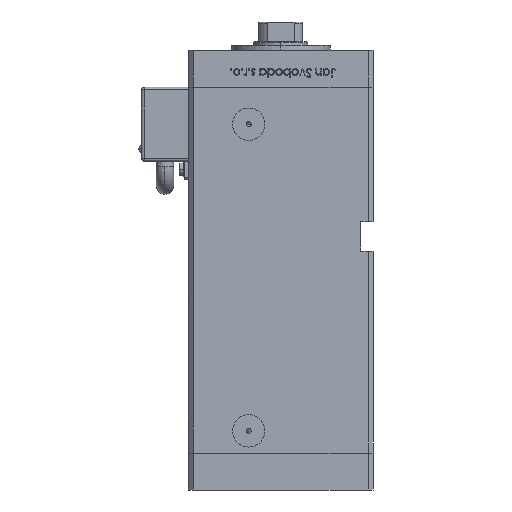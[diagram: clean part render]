
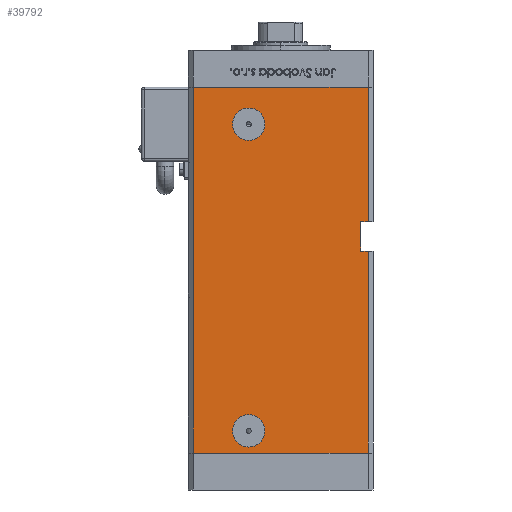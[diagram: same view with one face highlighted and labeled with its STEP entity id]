
A CAD part, left-side view. The second image highlights one B-rep face of the part: STEP entity #39792.
In plain terms, the highlighted planar face has unit normal (-1, 0, 0).
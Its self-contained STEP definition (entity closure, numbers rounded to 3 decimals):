
#425 = VECTOR ( 'NONE', #45880, 1000. ) ;
#1103 = DIRECTION ( 'NONE',  ( 0., 0., -1. ) ) ;
#1110 = EDGE_CURVE ( 'NONE', #19985, #15082, #52814, .T. ) ;
#1561 = CARTESIAN_POINT ( 'NONE',  ( -42.5, -35.5, 82. ) ) ;
#1914 = DIRECTION ( 'NONE',  ( -1., 0., 0. ) ) ;
#2339 = CARTESIAN_POINT ( 'NONE',  ( -42.5, 13., 133.5 ) ) ;
#2426 = CARTESIAN_POINT ( 'NONE',  ( -42.5, -32.5, 94. ) ) ;
#2791 = ORIENTED_EDGE ( 'NONE', *, *, #1110, .F. ) ;
#4154 = DIRECTION ( 'NONE',  ( 0., 1., 0. ) ) ;
#4203 = FACE_OUTER_BOUND ( 'NONE', #29176, .T. ) ;
#4954 = VERTEX_POINT ( 'NONE', #54203 ) ;
#5325 = EDGE_CURVE ( 'NONE', #18869, #38025, #28575, .T. ) ;
#9351 = CARTESIAN_POINT ( 'NONE',  ( -42.5, 35.5, 148.5 ) ) ;
#10580 = DIRECTION ( 'NONE',  ( -1., 0., 0. ) ) ;
#12567 = VERTEX_POINT ( 'NONE', #18504 ) ;
#12663 = CARTESIAN_POINT ( 'NONE',  ( -42.5, 13., 9. ) ) ;
#13355 = LINE ( 'NONE', #34335, #20694 ) ;
#14259 = EDGE_CURVE ( 'NONE', #38025, #4954, #13355, .T. ) ;
#14260 = CARTESIAN_POINT ( 'NONE',  ( -42.5, 35.5, 148.5 ) ) ;
#15030 = DIRECTION ( 'NONE',  ( -1., 0., 0. ) ) ;
#15082 = VERTEX_POINT ( 'NONE', #1561 ) ;
#15290 = AXIS2_PLACEMENT_3D ( 'NONE', #12663, #16087, #33651 ) ;
#15355 = CARTESIAN_POINT ( 'NONE',  ( -42.5, 6.42, 9. ) ) ;
#16087 = DIRECTION ( 'NONE',  ( -1., 0., 0. ) ) ;
#16153 = VERTEX_POINT ( 'NONE', #54978 ) ;
#16614 = VECTOR ( 'NONE', #29816, 1000. ) ;
#16766 = VERTEX_POINT ( 'NONE', #15355 ) ;
#17193 = EDGE_LOOP ( 'NONE', ( #53695, #41652 ) ) ;
#17512 = CARTESIAN_POINT ( 'NONE',  ( -42.5, 35.5, 148.5 ) ) ;
#18457 = VERTEX_POINT ( 'NONE', #28264 ) ;
#18504 = CARTESIAN_POINT ( 'NONE',  ( -42.5, -32.5, 94. ) ) ;
#18609 = ORIENTED_EDGE ( 'NONE', *, *, #14259, .T. ) ;
#18869 = VERTEX_POINT ( 'NONE', #9351 ) ;
#19006 = CARTESIAN_POINT ( 'NONE',  ( -42.5, 13., 9. ) ) ;
#19021 = ORIENTED_EDGE ( 'NONE', *, *, #22246, .F. ) ;
#19202 = CARTESIAN_POINT ( 'NONE',  ( -42.5, -35.5, 94. ) ) ;
#19837 = EDGE_LOOP ( 'NONE', ( #41035, #25422 ) ) ;
#19985 = VERTEX_POINT ( 'NONE', #41602 ) ;
#20694 = VECTOR ( 'NONE', #30635, 1000. ) ;
#21526 = FACE_BOUND ( 'NONE', #17193, .T. ) ;
#22246 = EDGE_CURVE ( 'NONE', #18869, #16153, #26453, .T. ) ;
#22370 = CARTESIAN_POINT ( 'NONE',  ( -42.5, 13., 133.5 ) ) ;
#22760 = EDGE_CURVE ( 'NONE', #34309, #16766, #40781, .T. ) ;
#23141 = LINE ( 'NONE', #32768, #53878 ) ;
#23813 = DIRECTION ( 'NONE',  ( 0., -1., 0. ) ) ;
#24060 = EDGE_CURVE ( 'NONE', #29860, #18457, #37265, .T. ) ;
#25422 = ORIENTED_EDGE ( 'NONE', *, *, #39323, .F. ) ;
#26290 = EDGE_CURVE ( 'NONE', #15082, #4954, #48212, .T. ) ;
#26453 = LINE ( 'NONE', #14260, #29919 ) ;
#26832 = CARTESIAN_POINT ( 'NONE',  ( -42.5, 35.5, 0. ) ) ;
#28264 = CARTESIAN_POINT ( 'NONE',  ( -42.5, 19.58, 133.5 ) ) ;
#28575 = LINE ( 'NONE', #50702, #425 ) ;
#29176 = EDGE_LOOP ( 'NONE', ( #31564, #2791, #47579, #36358, #45021, #19021, #51455, #18609 ) ) ;
#29816 = DIRECTION ( 'NONE',  ( 0., 0., -1. ) ) ;
#29860 = VERTEX_POINT ( 'NONE', #53542 ) ;
#29919 = VECTOR ( 'NONE', #30685, 1000. ) ;
#29930 = CARTESIAN_POINT ( 'NONE',  ( -42.5, 19.58, 9. ) ) ;
#30255 = PLANE ( 'NONE',  #55809 ) ;
#30537 = DIRECTION ( 'NONE',  ( 1., 0., 0. ) ) ;
#30635 = DIRECTION ( 'NONE',  ( 0., -1., 0. ) ) ;
#30685 = DIRECTION ( 'NONE',  ( 0., -1., 0. ) ) ;
#31228 = DIRECTION ( 'NONE',  ( 0., -1., 0. ) ) ;
#31433 = DIRECTION ( 'NONE',  ( 0., -1., 0. ) ) ;
#31564 = ORIENTED_EDGE ( 'NONE', *, *, #26290, .F. ) ;
#32768 = CARTESIAN_POINT ( 'NONE',  ( -42.5, -32.5, 94. ) ) ;
#33651 = DIRECTION ( 'NONE',  ( 0., -1., 0. ) ) ;
#33826 = EDGE_CURVE ( 'NONE', #16153, #39973, #38326, .T. ) ;
#34309 = VERTEX_POINT ( 'NONE', #29930 ) ;
#34335 = CARTESIAN_POINT ( 'NONE',  ( -42.5, 35.5, 0. ) ) ;
#35995 = EDGE_CURVE ( 'NONE', #12567, #19985, #23141, .T. ) ;
#36358 = ORIENTED_EDGE ( 'NONE', *, *, #51588, .T. ) ;
#37265 = CIRCLE ( 'NONE', #39065, 6.58 ) ;
#38025 = VERTEX_POINT ( 'NONE', #26832 ) ;
#38326 = LINE ( 'NONE', #47397, #16614 ) ;
#38814 = FACE_BOUND ( 'NONE', #19837, .T. ) ;
#39065 = AXIS2_PLACEMENT_3D ( 'NONE', #22370, #1914, #31433 ) ;
#39323 = EDGE_CURVE ( 'NONE', #18457, #29860, #46728, .T. ) ;
#39792 = ADVANCED_FACE ( 'NONE', ( #4203, #21526, #38814 ), #30255, .F. ) ;
#39973 = VERTEX_POINT ( 'NONE', #19202 ) ;
#40781 = CIRCLE ( 'NONE', #54427, 6.58 ) ;
#41009 = LINE ( 'NONE', #2426, #48022 ) ;
#41035 = ORIENTED_EDGE ( 'NONE', *, *, #24060, .F. ) ;
#41602 = CARTESIAN_POINT ( 'NONE',  ( -42.5, -32.5, 82. ) ) ;
#41652 = ORIENTED_EDGE ( 'NONE', *, *, #22760, .F. ) ;
#44244 = CIRCLE ( 'NONE', #15290, 6.58 ) ;
#44502 = CARTESIAN_POINT ( 'NONE',  ( -42.5, -35.5, 148.5 ) ) ;
#44539 = VECTOR ( 'NONE', #1103, 1000. ) ;
#45021 = ORIENTED_EDGE ( 'NONE', *, *, #33826, .F. ) ;
#45724 = VECTOR ( 'NONE', #31228, 1000. ) ;
#45747 = DIRECTION ( 'NONE',  ( 0., -1., 0. ) ) ;
#45825 = DIRECTION ( 'NONE',  ( 0., 0., -1. ) ) ;
#45880 = DIRECTION ( 'NONE',  ( 0., 0., -1. ) ) ;
#46728 = CIRCLE ( 'NONE', #54002, 6.58 ) ;
#47397 = CARTESIAN_POINT ( 'NONE',  ( -42.5, -35.5, 148.5 ) ) ;
#47579 = ORIENTED_EDGE ( 'NONE', *, *, #35995, .F. ) ;
#48022 = VECTOR ( 'NONE', #50655, 1000. ) ;
#48044 = EDGE_CURVE ( 'NONE', #16766, #34309, #44244, .T. ) ;
#48212 = LINE ( 'NONE', #44502, #44539 ) ;
#50655 = DIRECTION ( 'NONE',  ( 0., -1., 0. ) ) ;
#50702 = CARTESIAN_POINT ( 'NONE',  ( -42.5, 35.5, 148.5 ) ) ;
#51455 = ORIENTED_EDGE ( 'NONE', *, *, #5325, .T. ) ;
#51588 = EDGE_CURVE ( 'NONE', #12567, #39973, #41009, .T. ) ;
#52814 = LINE ( 'NONE', #53664, #45724 ) ;
#53542 = CARTESIAN_POINT ( 'NONE',  ( -42.5, 6.42, 133.5 ) ) ;
#53664 = CARTESIAN_POINT ( 'NONE',  ( -42.5, -32.5, 82. ) ) ;
#53695 = ORIENTED_EDGE ( 'NONE', *, *, #48044, .F. ) ;
#53878 = VECTOR ( 'NONE', #45825, 1000. ) ;
#54002 = AXIS2_PLACEMENT_3D ( 'NONE', #2339, #10580, #45747 ) ;
#54203 = CARTESIAN_POINT ( 'NONE',  ( -42.5, -35.5, 0. ) ) ;
#54427 = AXIS2_PLACEMENT_3D ( 'NONE', #19006, #15030, #23813 ) ;
#54978 = CARTESIAN_POINT ( 'NONE',  ( -42.5, -35.5, 148.5 ) ) ;
#55809 = AXIS2_PLACEMENT_3D ( 'NONE', #17512, #30537, #4154 ) ;
